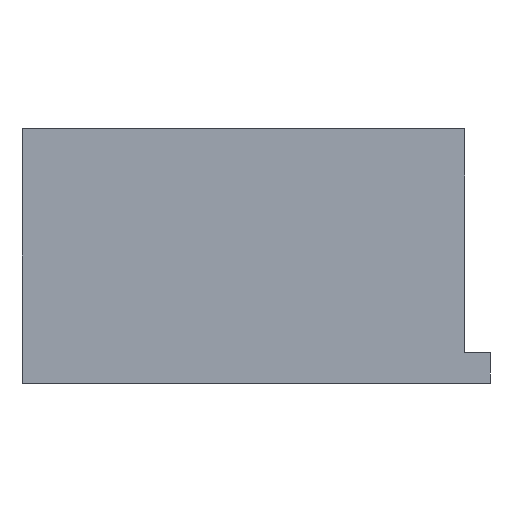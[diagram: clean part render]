
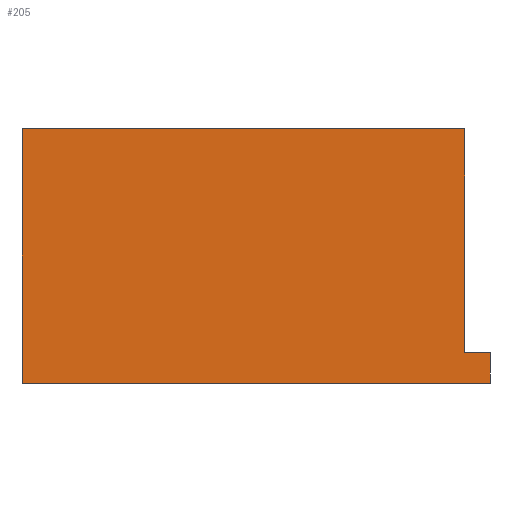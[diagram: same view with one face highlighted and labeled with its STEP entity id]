
A CAD part, left-side view. The second image highlights one B-rep face of the part: STEP entity #205.
In plain terms, the highlighted planar face has unit normal (-1, 0, 0).
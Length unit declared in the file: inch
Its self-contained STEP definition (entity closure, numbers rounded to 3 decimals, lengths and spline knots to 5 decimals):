
#28=FACE_OUTER_BOUND('',#39,.T.);
#39=EDGE_LOOP('',(#171,#172,#173,#174,#175,#176));
#45=LINE('',#295,#68);
#51=LINE('',#311,#74);
#54=LINE('',#317,#77);
#57=LINE('',#323,#80);
#64=LINE('',#356,#87);
#65=LINE('',#357,#88);
#68=VECTOR('',#241,0.3937);
#74=VECTOR('',#253,0.3937);
#77=VECTOR('',#258,0.3937);
#80=VECTOR('',#263,0.3937);
#87=VECTOR('',#282,0.3937);
#88=VECTOR('',#283,0.3937);
#90=VERTEX_POINT('',#291);
#92=VERTEX_POINT('',#294);
#99=VERTEX_POINT('',#309);
#100=VERTEX_POINT('',#314);
#102=VERTEX_POINT('',#320);
#107=VERTEX_POINT('',#355);
#109=EDGE_CURVE('',#90,#92,#45,.T.);
#117=EDGE_CURVE('',#99,#90,#51,.T.);
#120=EDGE_CURVE('',#100,#99,#54,.T.);
#123=EDGE_CURVE('',#100,#102,#57,.T.);
#132=EDGE_CURVE('',#107,#102,#64,.T.);
#133=EDGE_CURVE('',#92,#107,#65,.T.);
#171=ORIENTED_EDGE('',*,*,#109,.F.);
#172=ORIENTED_EDGE('',*,*,#117,.F.);
#173=ORIENTED_EDGE('',*,*,#120,.F.);
#174=ORIENTED_EDGE('',*,*,#123,.T.);
#175=ORIENTED_EDGE('',*,*,#132,.F.);
#176=ORIENTED_EDGE('',*,*,#133,.F.);
#194=PLANE('',#233);
#205=ADVANCED_FACE('',(#28),#194,.T.);
#233=AXIS2_PLACEMENT_3D('',#354,#280,#281);
#241=DIRECTION('',(0.,1.,0.));
#253=DIRECTION('',(0.,0.,-1.));
#258=DIRECTION('',(0.,-1.,0.));
#263=DIRECTION('',(0.,0.,1.));
#280=DIRECTION('center_axis',(-1.,0.,0.));
#281=DIRECTION('ref_axis',(0.,-1.,0.));
#282=DIRECTION('',(0.,-1.,0.));
#283=DIRECTION('',(0.,0.,1.));
#291=CARTESIAN_POINT('',(-53.75,0.,115.5625));
#294=CARTESIAN_POINT('',(-53.75,5.75,115.5625));
#295=CARTESIAN_POINT('',(-53.75,0.23438,115.5625));
#309=CARTESIAN_POINT('',(-53.75,0.,115.9375));
#311=CARTESIAN_POINT('',(-53.75,0.,115.65625));
#314=CARTESIAN_POINT('',(-53.75,0.3125,115.9375));
#317=CARTESIAN_POINT('',(-53.75,0.07812,115.9375));
#320=CARTESIAN_POINT('',(-53.75,0.3125,118.6875));
#323=CARTESIAN_POINT('',(-53.75,0.3125,117.90625));
#354=CARTESIAN_POINT('Origin',(-53.75,5.75,57.5625));
#355=CARTESIAN_POINT('',(-53.75,5.75,118.6875));
#356=CARTESIAN_POINT('',(-53.75,2.875,118.6875));
#357=CARTESIAN_POINT('',(-53.75,5.75,57.5625));
